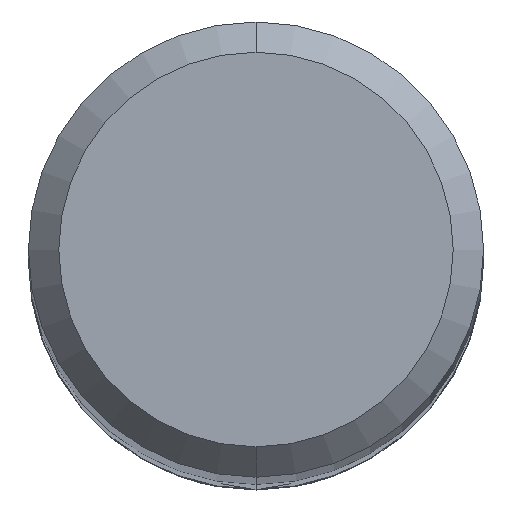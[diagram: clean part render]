
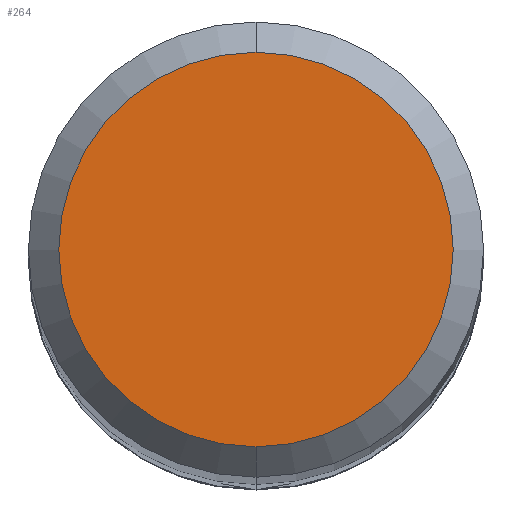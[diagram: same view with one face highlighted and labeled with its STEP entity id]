
A CAD part, top view. The second image highlights one B-rep face of the part: STEP entity #264.
In plain terms, the highlighted planar face has unit normal (0, 0, 1).
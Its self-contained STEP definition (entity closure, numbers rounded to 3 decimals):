
#192=VERTEX_POINT('',#510);
#194=EDGE_CURVE('',#192,#438,#512,.T.);
#264=ADVANCED_FACE('',(#585),#586,.T.);
#438=VERTEX_POINT('',#783);
#452=EDGE_CURVE('',#438,#192,#799,.T.);
#510=CARTESIAN_POINT('',(0.0,2.6,0.0));
#512=CIRCLE('',#891,2.6);
#585=FACE_OUTER_BOUND('',#1055,.T.);
#586=PLANE('',#1056);
#783=CARTESIAN_POINT('',(0.,-2.6,0.0));
#799=CIRCLE('',#1426,2.6);
#891=AXIS2_PLACEMENT_3D('',#1499,#1500,#1501);
#1055=EDGE_LOOP('',(#1549,#1550));
#1056=AXIS2_PLACEMENT_3D('',#1551,#1552,#1553);
#1426=AXIS2_PLACEMENT_3D('',#1814,#1815,#1816);
#1499=CARTESIAN_POINT('',(0.0,0.0,0.0));
#1500=DIRECTION('',(0.0,0.0,-1.0));
#1501=DIRECTION('',(0.0,1.0,0.0));
#1549=ORIENTED_EDGE('',*,*,#194,.F.);
#1550=ORIENTED_EDGE('',*,*,#452,.F.);
#1551=CARTESIAN_POINT('',(0.0,1.3,0.0));
#1552=DIRECTION('',(-0.0,0.0,1.0));
#1553=DIRECTION('',(0.0,-1.0,0.0));
#1814=CARTESIAN_POINT('',(0.0,0.0,0.0));
#1815=DIRECTION('',(0.0,0.0,-1.0));
#1816=DIRECTION('',(0.0,1.0,0.0));
